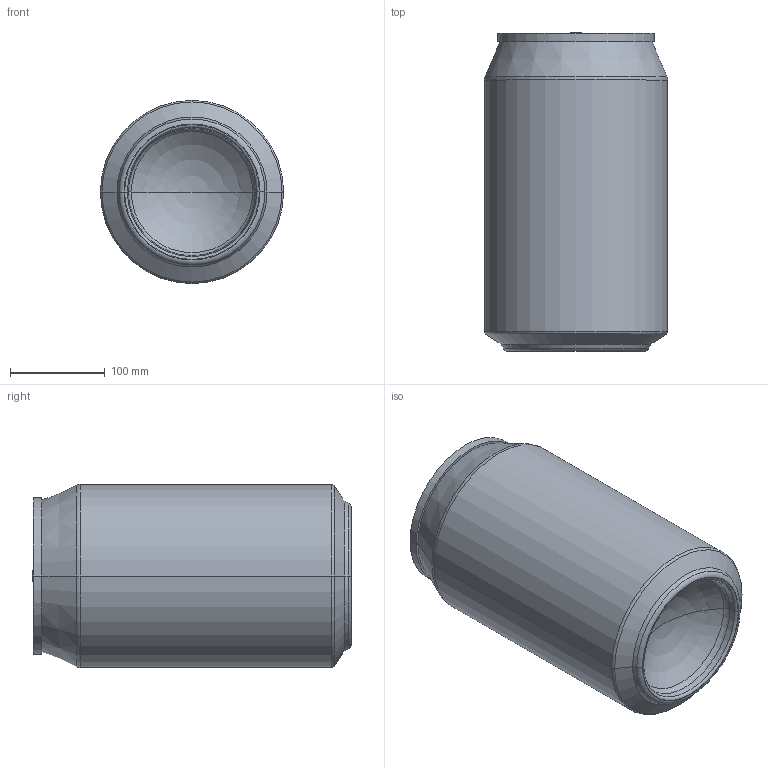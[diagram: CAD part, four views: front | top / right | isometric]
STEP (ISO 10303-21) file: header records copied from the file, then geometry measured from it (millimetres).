
FILE_DESCRIPTION((''),'2;1');
FILE_NAME('22_ASM','2024-05-25T22:17:04',('Mayn'),(''),'CREO PARAMETRIC BY PTC INC, 2021023','CREO PARAMETRIC BY PTC INC, 2021023','');
FILE_SCHEMA(('CONFIG_CONTROL_DESIGN'));
Length unit declared in the file: millimetre
Products named in the file (3): 202405-COKECAN; LAHUAN; 22_ASM
Assembly tree (2 placements, depth 2):
  22_ASM
    202405-COKECAN
    LAHUAN
Bounding box: 192.86 x 335.83 x 192.86 mm (x, y, z)
Volume: 8904160.7 mm3; surface area: 263486.8 mm2
Topology: 2 solids, 2 shells, 131 faces, 288 edges, 168 vertices
Faces by surface type: torus 52, cylinder 27, cone 21, plane 20, bspline 9, sphere 2
Entity records: 5006 total; most frequent: CARTESIAN_POINT 1986, DIRECTION 701, ORIENTED_EDGE 572, AXIS2_PLACEMENT_3D 319, EDGE_CURVE 286, CIRCLE 192, VERTEX_POINT 168, EDGE_LOOP 146
